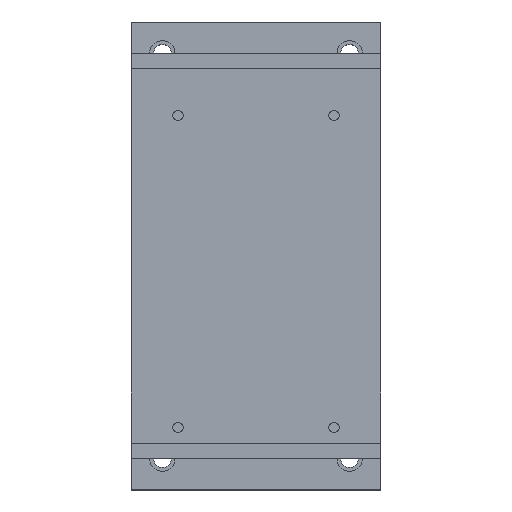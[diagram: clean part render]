
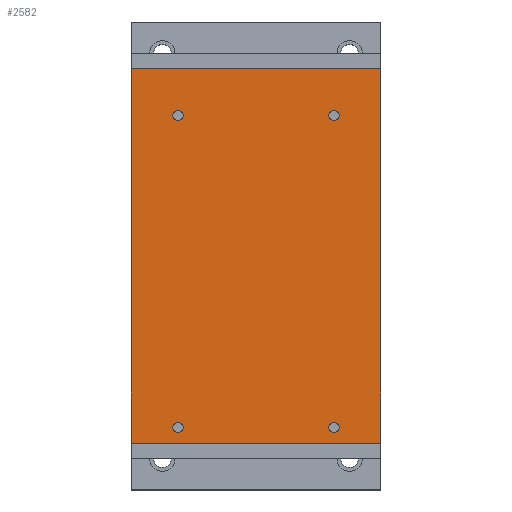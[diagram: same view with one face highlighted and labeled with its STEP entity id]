
A CAD part, top view. The second image highlights one B-rep face of the part: STEP entity #2582.
In plain terms, the highlighted planar face has unit normal (0, 0, 1).
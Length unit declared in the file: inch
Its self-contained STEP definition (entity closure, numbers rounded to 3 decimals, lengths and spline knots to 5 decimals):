
#1828=CARTESIAN_POINT('',(-1.168,-2.75,0.4515));
#1829=VERTEX_POINT('',#1828);
#1845=CARTESIAN_POINT('',(-1.332,-2.75,0.4515));
#1846=VERTEX_POINT('',#1845);
#1853=CARTESIAN_POINT('',(-1.25,-2.75,0.4515));
#1854=DIRECTION('',(0.0,0.0,-1.0));
#1855=DIRECTION('',(1.0,0.0,0.0));
#1856=AXIS2_PLACEMENT_3D('',#1853,#1854,#1855);
#1857=CIRCLE('',#1856,0.082);
#1858=EDGE_CURVE('',#1829,#1846,#1857,.T.);
#1891=CARTESIAN_POINT('',(1.332,2.25,0.4515));
#1892=VERTEX_POINT('',#1891);
#1908=CARTESIAN_POINT('',(1.168,2.25,0.4515));
#1909=VERTEX_POINT('',#1908);
#1916=CARTESIAN_POINT('',(1.25,2.25,0.4515));
#1917=DIRECTION('',(0.0,0.0,-1.0));
#1918=DIRECTION('',(1.0,0.0,0.0));
#1919=AXIS2_PLACEMENT_3D('',#1916,#1917,#1918);
#1920=CIRCLE('',#1919,0.082);
#1921=EDGE_CURVE('',#1892,#1909,#1920,.T.);
#1954=CARTESIAN_POINT('',(1.332,-2.75,0.4515));
#1955=VERTEX_POINT('',#1954);
#1971=CARTESIAN_POINT('',(1.168,-2.75,0.4515));
#1972=VERTEX_POINT('',#1971);
#1979=CARTESIAN_POINT('',(1.25,-2.75,0.4515));
#1980=DIRECTION('',(0.0,0.0,-1.0));
#1981=DIRECTION('',(1.0,0.0,0.0));
#1982=AXIS2_PLACEMENT_3D('',#1979,#1980,#1981);
#1983=CIRCLE('',#1982,0.082);
#1984=EDGE_CURVE('',#1955,#1972,#1983,.T.);
#2017=CARTESIAN_POINT('',(-1.168,2.25,0.4515));
#2018=VERTEX_POINT('',#2017);
#2034=CARTESIAN_POINT('',(-1.332,2.25,0.4515));
#2035=VERTEX_POINT('',#2034);
#2042=CARTESIAN_POINT('',(-1.25,2.25,0.4515));
#2043=DIRECTION('',(0.0,0.0,-1.0));
#2044=DIRECTION('',(1.0,0.0,0.0));
#2045=AXIS2_PLACEMENT_3D('',#2042,#2043,#2044);
#2046=CIRCLE('',#2045,0.082);
#2047=EDGE_CURVE('',#2018,#2035,#2046,.T.);
#2079=CARTESIAN_POINT('',(-1.25,2.25,0.4515));
#2080=DIRECTION('',(0.0,0.0,-1.0));
#2081=DIRECTION('',(1.0,0.0,0.0));
#2082=AXIS2_PLACEMENT_3D('',#2079,#2080,#2081);
#2083=CIRCLE('',#2082,0.082);
#2084=EDGE_CURVE('',#2035,#2018,#2083,.T.);
#2124=CARTESIAN_POINT('',(1.25,-2.75,0.4515));
#2125=DIRECTION('',(0.0,0.0,-1.0));
#2126=DIRECTION('',(1.0,0.0,0.0));
#2127=AXIS2_PLACEMENT_3D('',#2124,#2125,#2126);
#2128=CIRCLE('',#2127,0.082);
#2129=EDGE_CURVE('',#1972,#1955,#2128,.T.);
#2169=CARTESIAN_POINT('',(1.25,2.25,0.4515));
#2170=DIRECTION('',(0.0,0.0,-1.0));
#2171=DIRECTION('',(1.0,0.0,0.0));
#2172=AXIS2_PLACEMENT_3D('',#2169,#2170,#2171);
#2173=CIRCLE('',#2172,0.082);
#2174=EDGE_CURVE('',#1909,#1892,#2173,.T.);
#2214=CARTESIAN_POINT('',(-1.25,-2.75,0.4515));
#2215=DIRECTION('',(0.0,0.0,-1.0));
#2216=DIRECTION('',(1.0,0.0,0.0));
#2217=AXIS2_PLACEMENT_3D('',#2214,#2215,#2216);
#2218=CIRCLE('',#2217,0.082);
#2219=EDGE_CURVE('',#1846,#1829,#2218,.T.);
#2510=CARTESIAN_POINT('',(2.,3.,0.4515));
#2511=VERTEX_POINT('',#2510);
#2518=CARTESIAN_POINT('',(2.,-3.0,0.4515));
#2519=VERTEX_POINT('',#2518);
#2520=CARTESIAN_POINT('',(2.,-3.0,0.4515));
#2521=DIRECTION('',(0.0,1.0,0.0));
#2522=VECTOR('',#2521,6.0);
#2523=LINE('',#2520,#2522);
#2524=EDGE_CURVE('',#2519,#2511,#2523,.T.);
#2536=CARTESIAN_POINT('',(2.,-3.0,0.4515));
#2537=DIRECTION('',(0.0,0.0,1.0));
#2538=DIRECTION('',(1.0,0.0,0.0));
#2539=AXIS2_PLACEMENT_3D('',#2536,#2537,#2538);
#2540=PLANE('',#2539);
#2541=CARTESIAN_POINT('',(-2.,3.,0.4515));
#2542=VERTEX_POINT('',#2541);
#2543=CARTESIAN_POINT('',(2.,3.,0.4515));
#2544=DIRECTION('',(-1.0,0.0,0.0));
#2545=VECTOR('',#2544,4.);
#2546=LINE('',#2543,#2545);
#2547=EDGE_CURVE('',#2511,#2542,#2546,.T.);
#2548=ORIENTED_EDGE('',*,*,#2547,.T.);
#2549=CARTESIAN_POINT('',(-2.,-3.0,0.4515));
#2550=VERTEX_POINT('',#2549);
#2551=CARTESIAN_POINT('',(-2.,-3.0,0.4515));
#2552=DIRECTION('',(0.0,1.0,0.0));
#2553=VECTOR('',#2552,6.0);
#2554=LINE('',#2551,#2553);
#2555=EDGE_CURVE('',#2550,#2542,#2554,.T.);
#2556=ORIENTED_EDGE('',*,*,#2555,.F.);
#2557=CARTESIAN_POINT('',(2.,-3.0,0.4515));
#2558=DIRECTION('',(-1.0,0.0,0.0));
#2559=VECTOR('',#2558,4.);
#2560=LINE('',#2557,#2559);
#2561=EDGE_CURVE('',#2519,#2550,#2560,.T.);
#2562=ORIENTED_EDGE('',*,*,#2561,.F.);
#2563=ORIENTED_EDGE('',*,*,#2524,.T.);
#2564=EDGE_LOOP('',(#2548,#2556,#2562,#2563));
#2565=FACE_OUTER_BOUND('',#2564,.T.);
#2566=ORIENTED_EDGE('',*,*,#2047,.T.);
#2567=ORIENTED_EDGE('',*,*,#2084,.T.);
#2568=EDGE_LOOP('',(#2566,#2567));
#2569=FACE_BOUND('',#2568,.T.);
#2570=ORIENTED_EDGE('',*,*,#1984,.T.);
#2571=ORIENTED_EDGE('',*,*,#2129,.T.);
#2572=EDGE_LOOP('',(#2570,#2571));
#2573=FACE_BOUND('',#2572,.T.);
#2574=ORIENTED_EDGE('',*,*,#1921,.T.);
#2575=ORIENTED_EDGE('',*,*,#2174,.T.);
#2576=EDGE_LOOP('',(#2574,#2575));
#2577=FACE_BOUND('',#2576,.T.);
#2578=ORIENTED_EDGE('',*,*,#1858,.T.);
#2579=ORIENTED_EDGE('',*,*,#2219,.T.);
#2580=EDGE_LOOP('',(#2578,#2579));
#2581=FACE_BOUND('',#2580,.T.);
#2582=ADVANCED_FACE('',(#2565,#2569,#2573,#2577,#2581),#2540,.T.);
